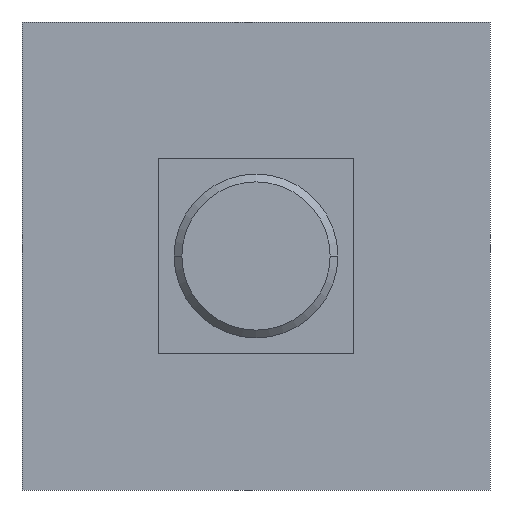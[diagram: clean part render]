
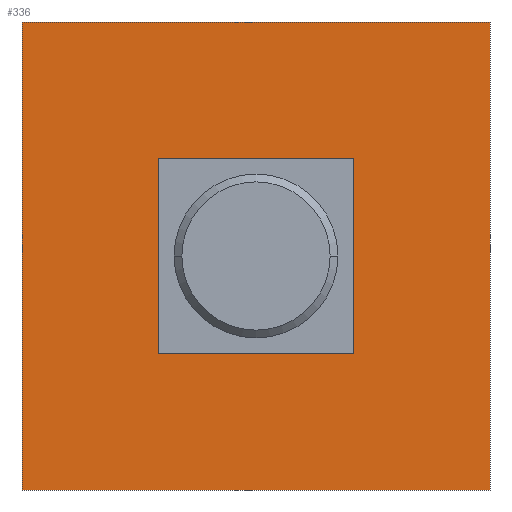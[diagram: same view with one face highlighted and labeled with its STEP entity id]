
A CAD part, front view. The second image highlights one B-rep face of the part: STEP entity #336.
In plain terms, the highlighted planar face has unit normal (0, -1, 0).
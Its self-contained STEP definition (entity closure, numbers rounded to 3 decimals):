
#43=DIRECTION('',(0.,0.,1.));
#44=VECTOR('',#43,25.);
#45=CARTESIAN_POINT('',(-12.5,192.,-12.5));
#46=LINE('',#45,#44);
#51=DIRECTION('',(-1.,0.,0.));
#52=VECTOR('',#51,60.);
#53=CARTESIAN_POINT('',(30.,192.,30.));
#54=LINE('',#53,#52);
#55=DIRECTION('',(0.,0.,1.));
#56=VECTOR('',#55,60.);
#57=CARTESIAN_POINT('',(30.,192.,-30.));
#58=LINE('',#57,#56);
#59=DIRECTION('',(1.,0.,0.));
#60=VECTOR('',#59,60.);
#61=CARTESIAN_POINT('',(-30.,192.,-30.));
#62=LINE('',#61,#60);
#63=DIRECTION('',(0.,0.,-1.));
#64=VECTOR('',#63,60.);
#65=CARTESIAN_POINT('',(-30.,192.,30.));
#66=LINE('',#65,#64);
#99=DIRECTION('',(-1.,0.,0.));
#100=VECTOR('',#99,25.);
#101=CARTESIAN_POINT('',(12.5,192.,-12.5));
#102=LINE('',#101,#100);
#107=DIRECTION('',(0.,0.,-1.));
#108=VECTOR('',#107,25.);
#109=CARTESIAN_POINT('',(12.5,192.,12.5));
#110=LINE('',#109,#108);
#115=DIRECTION('',(1.,0.,0.));
#116=VECTOR('',#115,25.);
#117=CARTESIAN_POINT('',(-12.5,192.,12.5));
#118=LINE('',#117,#116);
#245=CARTESIAN_POINT('',(30.,192.,30.));
#246=CARTESIAN_POINT('',(-30.,192.,30.));
#247=VERTEX_POINT('',#245);
#248=VERTEX_POINT('',#246);
#249=CARTESIAN_POINT('',(-30.,192.,-30.));
#250=VERTEX_POINT('',#249);
#251=CARTESIAN_POINT('',(30.,192.,-30.));
#252=VERTEX_POINT('',#251);
#253=CARTESIAN_POINT('',(-12.5,192.,-12.5));
#254=CARTESIAN_POINT('',(-12.5,192.,12.5));
#255=VERTEX_POINT('',#253);
#256=VERTEX_POINT('',#254);
#257=CARTESIAN_POINT('',(12.5,192.,12.5));
#258=VERTEX_POINT('',#257);
#259=CARTESIAN_POINT('',(12.5,192.,-12.5));
#260=VERTEX_POINT('',#259);
#312=CARTESIAN_POINT('',(0.,192.,0.));
#313=DIRECTION('',(0.,-1.,0.));
#314=DIRECTION('',(1.,0.,0.));
#315=AXIS2_PLACEMENT_3D('',#312,#313,#314);
#316=PLANE('',#315);
#318=ORIENTED_EDGE('',*,*,#317,.F.);
#320=ORIENTED_EDGE('',*,*,#319,.F.);
#322=ORIENTED_EDGE('',*,*,#321,.F.);
#324=ORIENTED_EDGE('',*,*,#323,.F.);
#325=EDGE_LOOP('',(#318,#320,#322,#324));
#326=FACE_OUTER_BOUND('',#325,.F.);
#327=ORIENTED_EDGE('',*,*,#295,.F.);
#329=ORIENTED_EDGE('',*,*,#328,.F.);
#331=ORIENTED_EDGE('',*,*,#330,.F.);
#333=ORIENTED_EDGE('',*,*,#332,.F.);
#334=EDGE_LOOP('',(#327,#329,#331,#333));
#335=FACE_BOUND('',#334,.F.);
#336=ADVANCED_FACE('',(#326,#335),#316,.T.);
#295=EDGE_CURVE('',#255,#256,#46,.T.);
#317=EDGE_CURVE('',#247,#248,#54,.T.);
#319=EDGE_CURVE('',#252,#247,#58,.T.);
#321=EDGE_CURVE('',#250,#252,#62,.T.);
#323=EDGE_CURVE('',#248,#250,#66,.T.);
#328=EDGE_CURVE('',#260,#255,#102,.T.);
#330=EDGE_CURVE('',#258,#260,#110,.T.);
#332=EDGE_CURVE('',#256,#258,#118,.T.);
